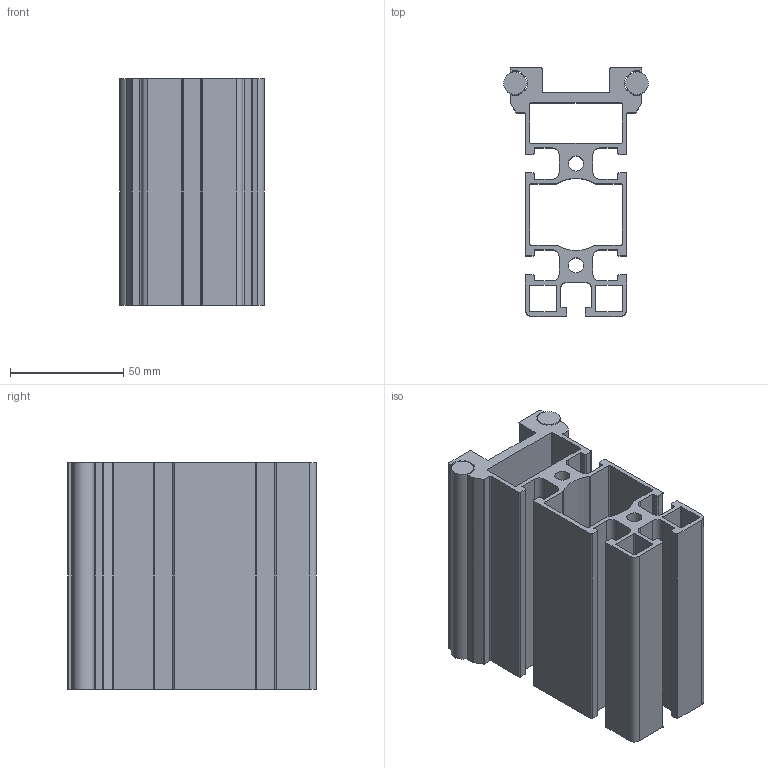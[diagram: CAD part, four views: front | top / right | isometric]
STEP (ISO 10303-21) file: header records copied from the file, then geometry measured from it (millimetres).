
FILE_DESCRIPTION(/* description */ ('PROF.GUIDA -'),/* implementation_level */ '2;1');
FILE_NAME(/* name */ 'BPRGD0000027.stp',/* time_stamp */ '2022-12-07T11:37:23+01:00',/* author */ ('tecnico7'),/* organization */ (''),/* preprocessor_version */ 'ST-DEVELOPER v18.1',/* originating_system */ 'Autodesk Inventor 2022',/* authorisation */ '');
FILE_SCHEMA (('AUTOMOTIVE_DESIGN { 1 0 10303 214 3 1 1 }'));
Length unit declared in the file: millimetre
Products named in the file (3): BPRGD0000027; 440000025685; 440000025686
Assembly tree (3 placements, depth 2):
  BPRGD0000027
    440000025685
    440000025686  x2
Bounding box: 64 x 110 x 100 mm (x, y, z)
Volume: 172477.9 mm3; surface area: 104892.2 mm2
Topology: 3 solids, 3 shells, 202 faces, 588 edges, 392 vertices
Faces by surface type: cylinder 122, plane 80
Full cylindrical faces by diameter (mm): 6.7 x2, 10 x2
Entity records: 6869 total; most frequent: DIRECTION 1237, CARTESIAN_POINT 1180, ORIENTED_EDGE 1170, EDGE_CURVE 585, AXIS2_PLACEMENT_3D 447, VERTEX_POINT 390, LINE 343, VECTOR 343
